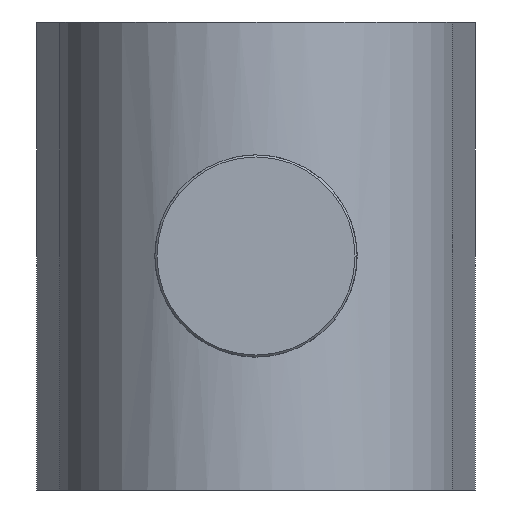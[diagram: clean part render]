
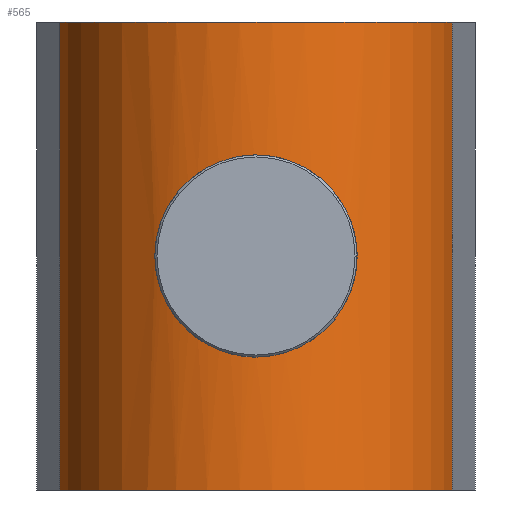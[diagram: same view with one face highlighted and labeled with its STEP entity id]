
A CAD part, front view. The second image highlights one B-rep face of the part: STEP entity #565.
In plain terms, the highlighted cylindrical face has radius 1.7 mm (diameter 3.4 mm), a partial arc.
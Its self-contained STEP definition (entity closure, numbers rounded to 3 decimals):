
#42=LINE('',#873,#90);
#43=LINE('',#877,#91);
#90=VECTOR('',#690,1000.);
#91=VECTOR('',#693,1000.);
#144=CIRCLE('',#618,1.7);
#145=CIRCLE('',#619,1.7);
#171=ORIENTED_EDGE('',*,*,#325,.T.);
#172=ORIENTED_EDGE('',*,*,#326,.F.);
#173=ORIENTED_EDGE('',*,*,#327,.F.);
#174=ORIENTED_EDGE('',*,*,#328,.T.);
#175=ORIENTED_EDGE('',*,*,#321,.F.);
#321=EDGE_CURVE('',#398,#398,#453,.T.);
#325=EDGE_CURVE('',#402,#403,#144,.T.);
#326=EDGE_CURVE('',#404,#403,#42,.T.);
#327=EDGE_CURVE('',#405,#404,#145,.T.);
#328=EDGE_CURVE('',#405,#402,#43,.T.);
#398=VERTEX_POINT('',#861);
#402=VERTEX_POINT('',#871);
#403=VERTEX_POINT('',#872);
#404=VERTEX_POINT('',#874);
#405=VERTEX_POINT('',#876);
#453=B_SPLINE_CURVE_WITH_KNOTS('',3,(#850,#851,#852,#853,#854,#855,#856,
#857,#858,#859,#860),.UNSPECIFIED.,.T.,.F.,(1,1,1,1,1,1,1,1,1,1,1,1,1,1,
1),(-0.002,-0.001,-0.001,0.,
0.001,0.001,0.002,0.003,
0.003,0.004,0.005,0.005,
0.006,0.007,0.008),
 .UNSPECIFIED.);
#460=EDGE_LOOP('',(#171,#172,#173,#174));
#461=EDGE_LOOP('',(#175));
#508=FACE_BOUND('',#460,.T.);
#509=FACE_BOUND('',#461,.T.);
#553=CYLINDRICAL_SURFACE('',#617,1.7);
#565=ADVANCED_FACE('',(#508,#509),#553,.T.);
#617=AXIS2_PLACEMENT_3D('',#869,#686,#687);
#618=AXIS2_PLACEMENT_3D('',#870,#688,#689);
#619=AXIS2_PLACEMENT_3D('',#875,#691,#692);
#686=DIRECTION('',(0.,0.,-1.));
#687=DIRECTION('',(-1.,0.,0.));
#688=DIRECTION('',(0.,0.,1.));
#689=DIRECTION('',(1.,0.,0.));
#690=DIRECTION('',(0.,0.,-1.));
#691=DIRECTION('',(0.,0.,1.));
#692=DIRECTION('',(1.,0.,0.));
#693=DIRECTION('',(0.,0.,-1.));
#850=CARTESIAN_POINT('',(-0.679,-1.59,-0.677));
#851=CARTESIAN_POINT('',(0.,-1.755,-0.959));
#852=CARTESIAN_POINT('',(0.678,-1.59,-0.676));
#853=CARTESIAN_POINT('',(0.958,-1.401,-0.003));
#854=CARTESIAN_POINT('',(0.679,-1.59,0.676));
#855=CARTESIAN_POINT('',(0.004,-1.755,0.958));
#856=CARTESIAN_POINT('',(-0.678,-1.591,0.677));
#857=CARTESIAN_POINT('',(-0.957,-1.4,0.003));
#858=CARTESIAN_POINT('',(-0.679,-1.59,-0.677));
#859=CARTESIAN_POINT('',(0.,-1.755,-0.959));
#860=CARTESIAN_POINT('',(0.678,-1.59,-0.676));
#861=CARTESIAN_POINT('',(0.,-1.7,-0.865));
#869=CARTESIAN_POINT('',(0.,0.,2.));
#870=CARTESIAN_POINT('',(0.,0.,-2.));
#871=CARTESIAN_POINT('',(-1.676,-0.285,-2.));
#872=CARTESIAN_POINT('',(1.676,-0.285,-2.));
#873=CARTESIAN_POINT('',(1.676,-0.285,2.));
#874=CARTESIAN_POINT('',(1.676,-0.285,2.));
#875=CARTESIAN_POINT('',(0.,0.,2.));
#876=CARTESIAN_POINT('',(-1.676,-0.285,2.));
#877=CARTESIAN_POINT('',(-1.676,-0.285,2.));
